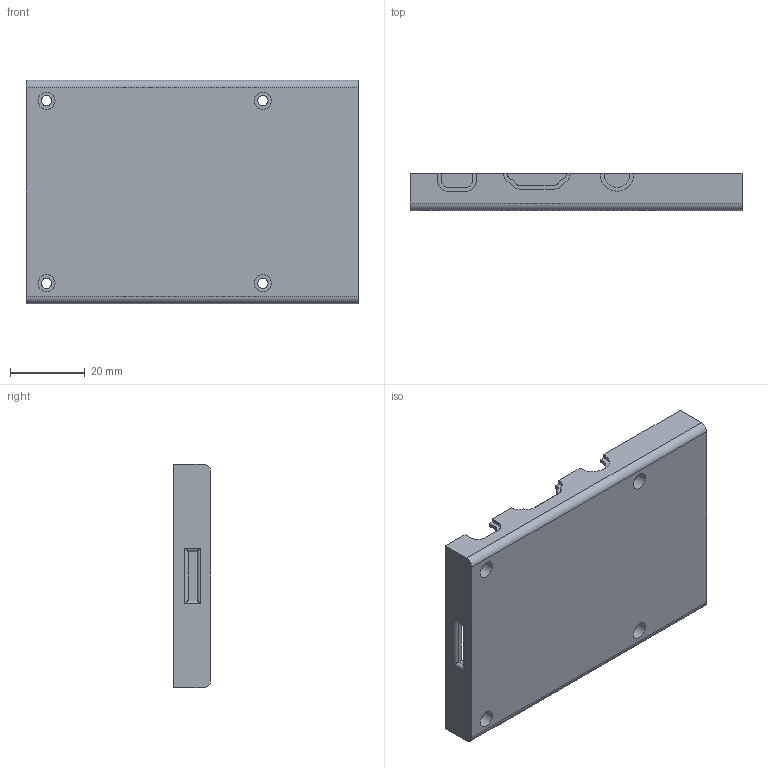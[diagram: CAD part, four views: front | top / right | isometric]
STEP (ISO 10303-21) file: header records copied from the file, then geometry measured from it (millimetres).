
FILE_DESCRIPTION(/* description */ (''),/* implementation_level */ '2;1');
FILE_NAME(/* name */ '3d_case_v1.step',/* time_stamp */ '2018-11-21T12:47:09-05:00',/* author */ ('javorac.plus'),/* organization */ (''),/* preprocessor_version */ 'ST-DEVELOPER v17.2',/* originating_system */ 'Autodesk Translation Framework v7.6.0.251',/* authorisation */ '');
FILE_SCHEMA (('AUTOMOTIVE_DESIGN { 1 0 10303 214 3 1 1 }'));
Length unit declared in the file: millimetre
Products named in the file (1): bottom
Bounding box: 89 x 10 x 60 mm (x, y, z)
Volume: 14880.2 mm3; surface area: 15563.4 mm2
Topology: 1 solids, 1 shells, 106 faces, 312 edges, 212 vertices
Faces by surface type: plane 70, cylinder 36
Full cylindrical faces by diameter (mm): 2.75 x4, 4.6 x4
Entity records: 3609 total; most frequent: CARTESIAN_POINT 631, ORIENTED_EDGE 624, DIRECTION 610, EDGE_CURVE 312, LINE 228, VECTOR 228, VERTEX_POINT 212, AXIS2_PLACEMENT_3D 191
